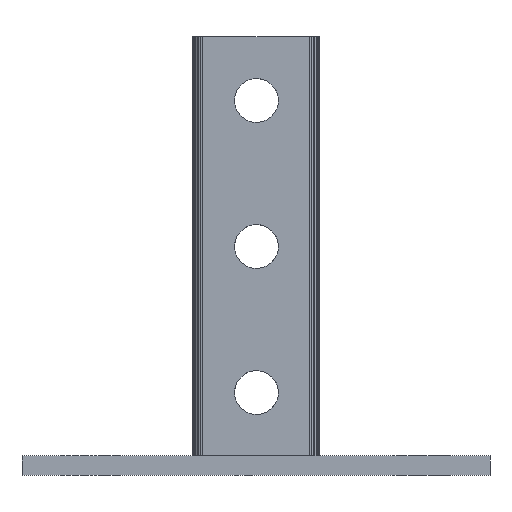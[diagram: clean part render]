
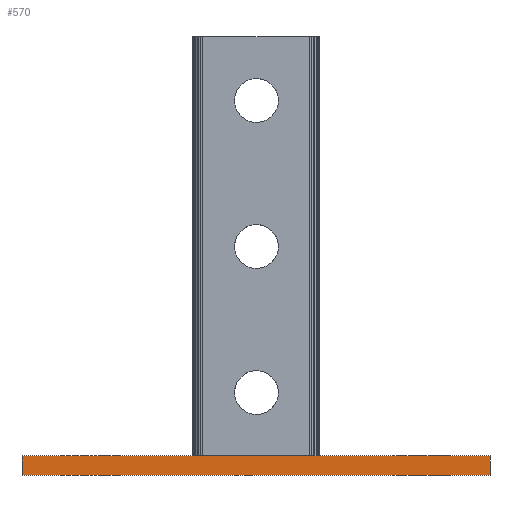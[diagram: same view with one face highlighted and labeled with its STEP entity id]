
A CAD part, front view. The second image highlights one B-rep face of the part: STEP entity #570.
In plain terms, the highlighted planar face has unit normal (0, -1, 0).
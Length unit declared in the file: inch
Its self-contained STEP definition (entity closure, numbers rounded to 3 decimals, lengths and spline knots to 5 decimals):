
#570=ADVANCED_FACE('',(#1185),#1186,.T.);
#1185=FACE_OUTER_BOUND('',#2144,.T.);
#1186=PLANE('',#2145);
#2144=EDGE_LOOP('',(#3883,#3884,#3885,#3886));
#2145=AXIS2_PLACEMENT_3D('',#3887,#3888,#3889);
#3883=ORIENTED_EDGE('',*,*,#4708,.T.);
#3884=ORIENTED_EDGE('',*,*,#4828,.F.);
#3885=ORIENTED_EDGE('',*,*,#4149,.F.);
#3886=ORIENTED_EDGE('',*,*,#4464,.T.);
#3887=CARTESIAN_POINT('',(3.0,0.,0.0));
#3888=DIRECTION('',(0.0,-1.0,0.0));
#3889=DIRECTION('',(1.0,0.0,0.0));
#4149=EDGE_CURVE('',#4973,#4975,#4976,.T.);
#4464=EDGE_CURVE('',#4973,#5507,#5509,.T.);
#4708=EDGE_CURVE('',#5507,#5863,#5864,.T.);
#4828=EDGE_CURVE('',#4975,#5863,#6019,.T.);
#4973=VERTEX_POINT('',#6265);
#4975=VERTEX_POINT('',#6268);
#4976=LINE('',#6269,#6270);
#5507=VERTEX_POINT('',#7601);
#5509=LINE('',#7604,#7605);
#5863=VERTEX_POINT('',#8242);
#5864=LINE('',#8243,#8244);
#6019=LINE('',#8537,#8538);
#6265=CARTESIAN_POINT('',(6.0,0.,0.0));
#6268=CARTESIAN_POINT('',(0.0,0.,0.0));
#6269=CARTESIAN_POINT('',(6.0,0.,0.0));
#6270=VECTOR('',#8683,1.0);
#7601=CARTESIAN_POINT('',(6.0,0.,0.25));
#7604=CARTESIAN_POINT('',(6.0,0.,0.0));
#7605=VECTOR('',#8879,1.0);
#8242=CARTESIAN_POINT('',(0.0,0.,0.25));
#8243=CARTESIAN_POINT('',(6.0,0.,0.25));
#8244=VECTOR('',#9060,1.0);
#8537=CARTESIAN_POINT('',(0.0,0.,0.0));
#8538=VECTOR('',#9145,1.0);
#8683=DIRECTION('',(-1.0,0.0,0.0));
#8879=DIRECTION('',(0.0,0.0,1.0));
#9060=DIRECTION('',(-1.0,0.0,0.0));
#9145=DIRECTION('',(0.0,0.0,1.0));
